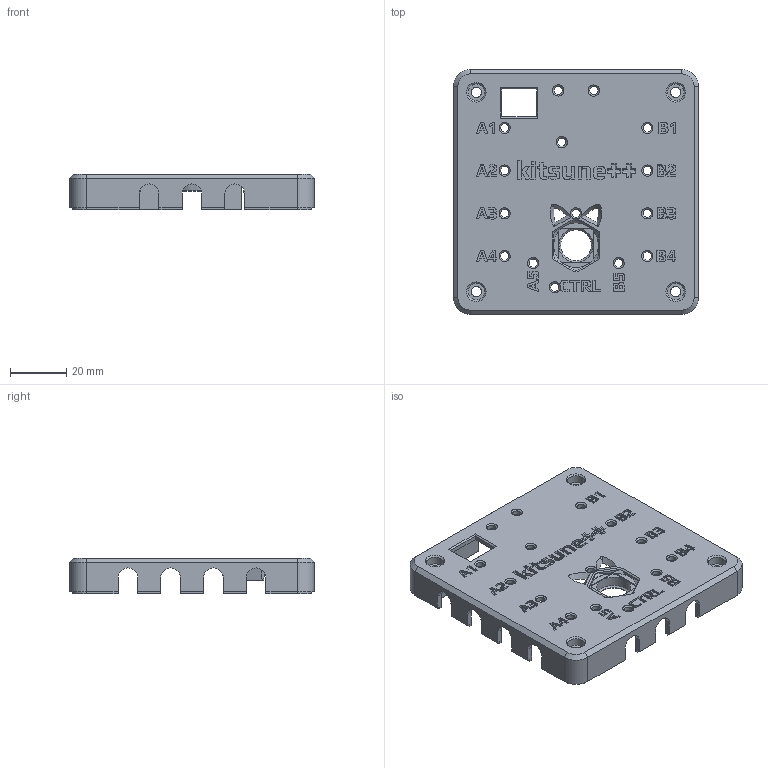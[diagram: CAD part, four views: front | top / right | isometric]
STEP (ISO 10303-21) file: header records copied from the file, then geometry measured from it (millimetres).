
FILE_DESCRIPTION(/* description */ (''),/* implementation_level */ '2;1');
FILE_NAME(/* name */ 'Kitsune Plus Plus top baffled.step',/* time_stamp */ '2025-11-10T06:06:27Z',/* author */ (''),/* organization */ (''),/* preprocessor_version */ 'ST-DEVELOPER v20.1',/* originating_system */ 'Autodesk Translation Framework v14.17.0.0',/* authorisation */ '');
FILE_SCHEMA (('AUTOMOTIVE_DESIGN { 1 0 10303 214 3 1 1 }'));
Length unit declared in the file: millimetre
Products named in the file (1): Kitsune Plus Plus top
Bounding box: 87.28 x 87.28 x 12.8 mm (x, y, z)
Volume: 24832.4 mm3; surface area: 23079.8 mm2
Topology: 1 solids, 1 shells, 1110 faces, 2976 edges, 1936 vertices
Faces by surface type: plane 650, bspline 321, cone 77, cylinder 62
Full cylindrical faces by diameter (mm): 3 x15, 3.6 x4, 6 x4, 11 x1, 12.2 x1, 16 x1
Entity records: 37346 total; most frequent: CARTESIAN_POINT 11625, ORIENTED_EDGE 5948, DIRECTION 4118, EDGE_CURVE 2974, LINE 2068, VECTOR 2068, VERTEX_POINT 1936, EDGE_LOOP 1226
